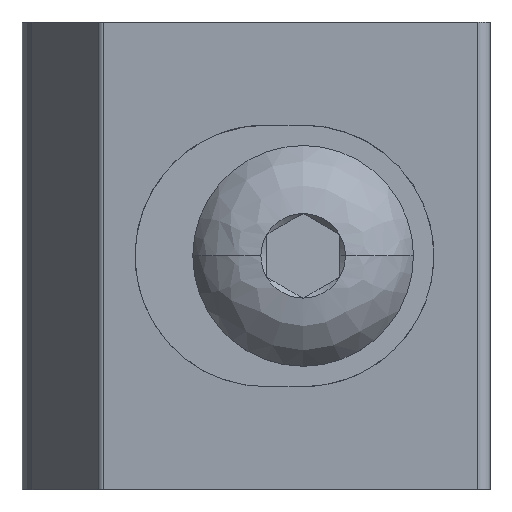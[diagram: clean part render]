
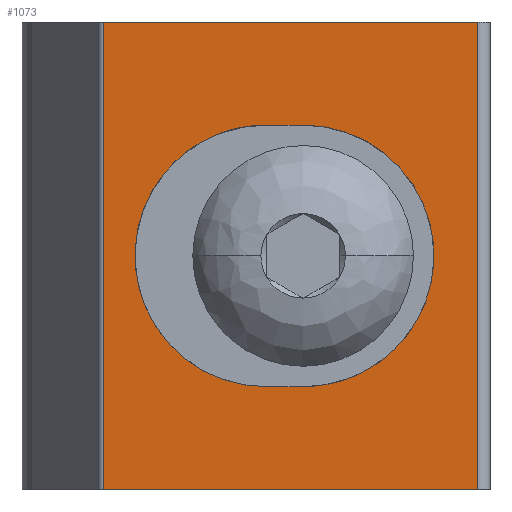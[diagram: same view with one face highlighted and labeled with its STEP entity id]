
A CAD part, top view. The second image highlights one B-rep face of the part: STEP entity #1073.
In plain terms, the highlighted planar face has unit normal (-0.101, 0, 0.995).
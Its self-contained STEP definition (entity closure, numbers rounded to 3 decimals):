
#34 = ORIENTED_EDGE ( 'NONE', *, *, #1448, .T. ) ;
#55 = CARTESIAN_POINT ( 'NONE',  ( 3.558, 4.763, 5.48 ) ) ;
#62 = CARTESIAN_POINT ( 'NONE',  ( 3.558, 4.763, 5.48 ) ) ;
#86 = ORIENTED_EDGE ( 'NONE', *, *, #1927, .T. ) ;
#99 = ORIENTED_EDGE ( 'NONE', *, *, #1842, .T. ) ;
#124 = LINE ( 'NONE', #1824, #1545 ) ;
#137 = EDGE_LOOP ( 'NONE', ( #99, #1075, #968, #1321 ) ) ;
#138 = VECTOR ( 'NONE', #750, 1000. ) ;
#162 = CARTESIAN_POINT ( 'NONE',  ( 5.334, -2.667, 5.66 ) ) ;
#197 = ORIENTED_EDGE ( 'NONE', *, *, #355, .F. ) ;
#253 =( BOUNDED_CURVE ( )  B_SPLINE_CURVE ( 3, ( #1983, #1224, #1956, #1069 ),
 .UNSPECIFIED., .F., .F. ) 
 B_SPLINE_CURVE_WITH_KNOTS ( ( 4, 4 ),
 ( 1.571, 4.712 ),
 .UNSPECIFIED. ) 
 CURVE ( )  GEOMETRIC_REPRESENTATION_ITEM ( )  RATIONAL_B_SPLINE_CURVE ( ( 1., 0.333, 0.333, 1. ) ) 
 REPRESENTATION_ITEM ( '' )  );
#318 = LINE ( 'NONE', #1225, #138 ) ;
#324 = VERTEX_POINT ( 'NONE', #1478 ) ;
#327 = CARTESIAN_POINT ( 'NONE',  ( 0., -2.667, 5.119 ) ) ;
#355 = EDGE_CURVE ( 'NONE', #324, #1831, #318, .T. ) ;
#381 = VERTEX_POINT ( 'NONE', #609 ) ;
#388 = CARTESIAN_POINT ( 'NONE',  ( 0., -2.667, 5.119 ) ) ;
#409 = CARTESIAN_POINT ( 'NONE',  ( -4.072, -4.763, 4.706 ) ) ;
#435 = EDGE_CURVE ( 'NONE', #381, #1484, #848, .T. ) ;
#451 = DIRECTION ( 'NONE',  ( -0.995, 0., -0.101 ) ) ;
#494 = PLANE ( 'NONE',  #756 ) ;
#527 = EDGE_CURVE ( 'NONE', #1731, #324, #1256, .T. ) ;
#609 = CARTESIAN_POINT ( 'NONE',  ( 0., 2.667, 5.119 ) ) ;
#610 = DIRECTION ( 'NONE',  ( 0.995, 0., 0.101 ) ) ;
#647 = ORIENTED_EDGE ( 'NONE', *, *, #527, .F. ) ;
#648 = DIRECTION ( 'NONE',  ( 0.101, 0., -0.995 ) ) ;
#674 = LINE ( 'NONE', #1455, #1582 ) ;
#724 = VERTEX_POINT ( 'NONE', #852 ) ;
#750 = DIRECTION ( 'NONE',  ( 0., -1., 0. ) ) ;
#756 = AXIS2_PLACEMENT_3D ( 'NONE', #55, #648, #1895 ) ;
#818 = CARTESIAN_POINT ( 'NONE',  ( -0.762, -2.667, 5.042 ) ) ;
#842 = EDGE_CURVE ( 'NONE', #1484, #1117, #124, .T. ) ;
#848 =( BOUNDED_CURVE ( )  B_SPLINE_CURVE ( 3, ( #931, #1563, #162, #327 ),
 .UNSPECIFIED., .F., .F. ) 
 B_SPLINE_CURVE_WITH_KNOTS ( ( 4, 4 ),
 ( 4.712, 7.854 ),
 .UNSPECIFIED. ) 
 CURVE ( )  GEOMETRIC_REPRESENTATION_ITEM ( )  RATIONAL_B_SPLINE_CURVE ( ( 1., 0.333, 0.333, 1. ) ) 
 REPRESENTATION_ITEM ( '' )  );
#852 = CARTESIAN_POINT ( 'NONE',  ( -0.762, 2.667, 5.042 ) ) ;
#873 = EDGE_CURVE ( 'NONE', #1117, #724, #253, .T. ) ;
#906 = LINE ( 'NONE', #1847, #1520 ) ;
#931 = CARTESIAN_POINT ( 'NONE',  ( 0., 2.667, 5.119 ) ) ;
#968 = ORIENTED_EDGE ( 'NONE', *, *, #842, .T. ) ;
#1000 = VECTOR ( 'NONE', #1791, 1000. ) ;
#1069 = CARTESIAN_POINT ( 'NONE',  ( -0.762, 2.667, 5.042 ) ) ;
#1073 = ADVANCED_FACE ( 'NONE', ( #1408, #1109 ), #494, .F. ) ;
#1075 = ORIENTED_EDGE ( 'NONE', *, *, #435, .T. ) ;
#1101 = DIRECTION ( 'NONE',  ( 0.995, 0., 0.101 ) ) ;
#1109 = FACE_OUTER_BOUND ( 'NONE', #1122, .T. ) ;
#1117 = VERTEX_POINT ( 'NONE', #818 ) ;
#1122 = EDGE_LOOP ( 'NONE', ( #86, #197, #647, #34 ) ) ;
#1167 = CARTESIAN_POINT ( 'NONE',  ( -4.072, 4.763, 4.706 ) ) ;
#1172 = VERTEX_POINT ( 'NONE', #409 ) ;
#1224 = CARTESIAN_POINT ( 'NONE',  ( -6.096, -2.667, 4.501 ) ) ;
#1225 = CARTESIAN_POINT ( 'NONE',  ( 3.558, 4.763, 5.48 ) ) ;
#1256 = LINE ( 'NONE', #62, #1610 ) ;
#1321 = ORIENTED_EDGE ( 'NONE', *, *, #873, .T. ) ;
#1408 = FACE_BOUND ( 'NONE', #137, .T. ) ;
#1448 = EDGE_CURVE ( 'NONE', #1731, #1172, #674, .T. ) ;
#1455 = CARTESIAN_POINT ( 'NONE',  ( -4.072, 4.763, 4.706 ) ) ;
#1464 = LINE ( 'NONE', #1470, #1000 ) ;
#1470 = CARTESIAN_POINT ( 'NONE',  ( 3.558, 2.667, 5.48 ) ) ;
#1478 = CARTESIAN_POINT ( 'NONE',  ( 3.558, 4.763, 5.48 ) ) ;
#1484 = VERTEX_POINT ( 'NONE', #388 ) ;
#1520 = VECTOR ( 'NONE', #610, 1000. ) ;
#1545 = VECTOR ( 'NONE', #451, 1000. ) ;
#1563 = CARTESIAN_POINT ( 'NONE',  ( 5.334, 2.667, 5.66 ) ) ;
#1582 = VECTOR ( 'NONE', #1841, 1000. ) ;
#1610 = VECTOR ( 'NONE', #1101, 1000. ) ;
#1613 = CARTESIAN_POINT ( 'NONE',  ( 3.558, -4.763, 5.48 ) ) ;
#1731 = VERTEX_POINT ( 'NONE', #1167 ) ;
#1791 = DIRECTION ( 'NONE',  ( 0.995, 0., 0.101 ) ) ;
#1824 = CARTESIAN_POINT ( 'NONE',  ( 3.558, -2.667, 5.48 ) ) ;
#1831 = VERTEX_POINT ( 'NONE', #1613 ) ;
#1841 = DIRECTION ( 'NONE',  ( 0., -1., 0. ) ) ;
#1842 = EDGE_CURVE ( 'NONE', #724, #381, #1464, .T. ) ;
#1847 = CARTESIAN_POINT ( 'NONE',  ( 3.558, -4.763, 5.48 ) ) ;
#1895 = DIRECTION ( 'NONE',  ( -0.995, 0., -0.101 ) ) ;
#1927 = EDGE_CURVE ( 'NONE', #1172, #1831, #906, .T. ) ;
#1956 = CARTESIAN_POINT ( 'NONE',  ( -6.096, 2.667, 4.501 ) ) ;
#1983 = CARTESIAN_POINT ( 'NONE',  ( -0.762, -2.667, 5.042 ) ) ;
